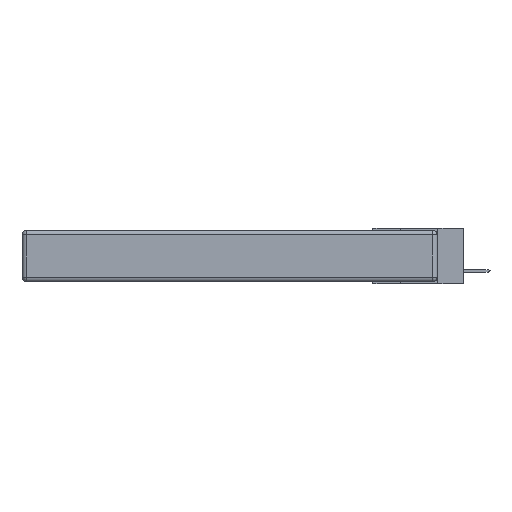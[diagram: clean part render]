
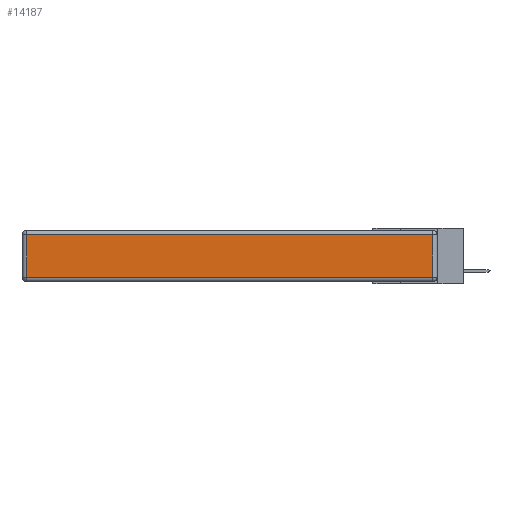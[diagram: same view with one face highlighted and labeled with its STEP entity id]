
A CAD part, left-side view. The second image highlights one B-rep face of the part: STEP entity #14187.
In plain terms, the highlighted planar face has unit normal (-1, 0, 0).
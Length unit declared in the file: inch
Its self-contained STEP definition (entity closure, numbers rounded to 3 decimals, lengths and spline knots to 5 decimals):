
#129 = EDGE_LOOP ( 'NONE', ( #665, #15690, #17540, #6151 ) ) ;
#665 = ORIENTED_EDGE ( 'NONE', *, *, #1787, .T. ) ;
#858 = CARTESIAN_POINT ( 'NONE',  ( 0., 2.72, -0.03 ) ) ;
#1787 = EDGE_CURVE ( 'NONE', #12184, #13354, #11999, .T. ) ;
#1946 = DIRECTION ( 'NONE',  ( 0., 0., -1. ) ) ;
#2042 = LINE ( 'NONE', #5516, #13544 ) ;
#3715 = DIRECTION ( 'NONE',  ( 0., -1., 0. ) ) ;
#4219 = DIRECTION ( 'NONE',  ( 0., 1., 0. ) ) ;
#4618 = DIRECTION ( 'NONE',  ( 0., 0., 1. ) ) ;
#5095 = CARTESIAN_POINT ( 'NONE',  ( 0., 0., -0.313 ) ) ;
#5516 = CARTESIAN_POINT ( 'NONE',  ( 0., 0.03, -0.343 ) ) ;
#5854 = CARTESIAN_POINT ( 'NONE',  ( 0., 2.75, -0.03 ) ) ;
#6151 = ORIENTED_EDGE ( 'NONE', *, *, #16367, .T. ) ;
#6368 = VECTOR ( 'NONE', #1946, 39.37008 ) ;
#7502 = LINE ( 'NONE', #5854, #15969 ) ;
#8435 = EDGE_CURVE ( 'NONE', #13354, #10197, #2042, .T. ) ;
#10197 = VERTEX_POINT ( 'NONE', #12861 ) ;
#10858 = LINE ( 'NONE', #15562, #6368 ) ;
#10940 = CARTESIAN_POINT ( 'NONE',  ( 0., 2.72, -0.313 ) ) ;
#11187 = CARTESIAN_POINT ( 'NONE',  ( 0., 0.03, -0.313 ) ) ;
#11443 = VERTEX_POINT ( 'NONE', #858 ) ;
#11557 = EDGE_CURVE ( 'NONE', #10197, #11443, #7502, .T. ) ;
#11999 = LINE ( 'NONE', #5095, #14616 ) ;
#12184 = VERTEX_POINT ( 'NONE', #10940 ) ;
#12853 = FACE_OUTER_BOUND ( 'NONE', #129, .T. ) ;
#12861 = CARTESIAN_POINT ( 'NONE',  ( 0., 0.03, -0.03 ) ) ;
#13354 = VERTEX_POINT ( 'NONE', #11187 ) ;
#13544 = VECTOR ( 'NONE', #19243, 39.37008 ) ;
#13616 = DIRECTION ( 'NONE',  ( -1., 0., 0. ) ) ;
#14187 = ADVANCED_FACE ( 'NONE', ( #12853 ), #18417, .T. ) ;
#14616 = VECTOR ( 'NONE', #3715, 39.37008 ) ;
#15328 = CARTESIAN_POINT ( 'NONE',  ( 0., 0., -0.343 ) ) ;
#15562 = CARTESIAN_POINT ( 'NONE',  ( 0., 2.72, -0.343 ) ) ;
#15690 = ORIENTED_EDGE ( 'NONE', *, *, #8435, .T. ) ;
#15969 = VECTOR ( 'NONE', #4219, 39.37008 ) ;
#16367 = EDGE_CURVE ( 'NONE', #11443, #12184, #10858, .T. ) ;
#17540 = ORIENTED_EDGE ( 'NONE', *, *, #11557, .T. ) ;
#18125 = AXIS2_PLACEMENT_3D ( 'NONE', #15328, #13616, #4618 ) ;
#18417 = PLANE ( 'NONE',  #18125 ) ;
#19243 = DIRECTION ( 'NONE',  ( 0., 0., 1. ) ) ;
